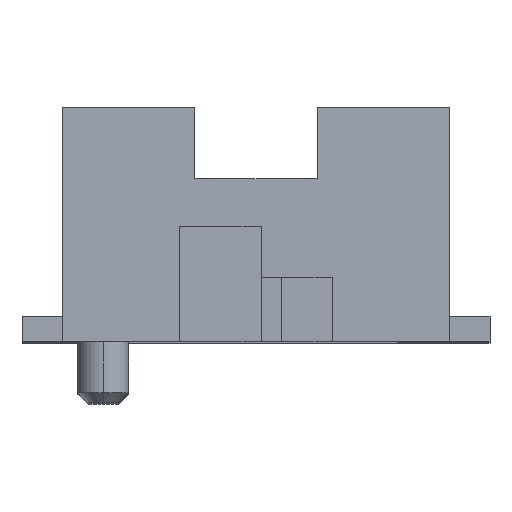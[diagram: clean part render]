
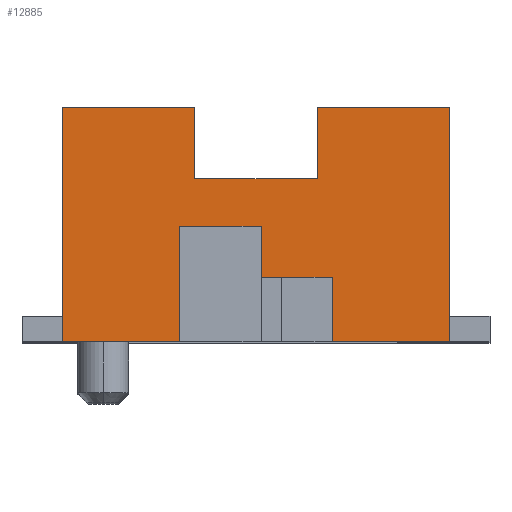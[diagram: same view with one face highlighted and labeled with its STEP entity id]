
A CAD part, top view. The second image highlights one B-rep face of the part: STEP entity #12885.
In plain terms, the highlighted planar face has unit normal (0, 0, 1).
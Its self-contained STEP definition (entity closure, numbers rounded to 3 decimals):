
#8467 = AXIS2_PLACEMENT_3D ( 'NONE', #25491, #25492, #25493 ) ;
#8489 = VECTOR ( 'NONE', #25743, 1000. ) ;
#8490 = VECTOR ( 'NONE', #25740, 1000. ) ;
#8492 = VECTOR ( 'NONE', #25731, 1000. ) ;
#8493 = VECTOR ( 'NONE', #25728, 1000. ) ;
#8495 = VECTOR ( 'NONE', #25746, 1000. ) ;
#8497 = VECTOR ( 'NONE', #25722, 1000. ) ;
#8499 = VECTOR ( 'NONE', #25716, 1000. ) ;
#8518 = VECTOR ( 'NONE', #25785, 1000. ) ;
#8527 = VECTOR ( 'NONE', #25782, 1000. ) ;
#8570 = VECTOR ( 'NONE', #25543, 1000. ) ;
#8580 = VECTOR ( 'NONE', #25647, 1000. ) ;
#8592 = VECTOR ( 'NONE', #25656, 1000. ) ;
#12885 = ADVANCED_FACE ( 'NONE', ( #25480 ), #25490, .T. ) ;
#12894 = EDGE_CURVE ( 'NONE', #16433, #19043, #25523, .T. ) ;
#12929 = EDGE_CURVE ( 'NONE', #18965, #19026, #25628, .T. ) ;
#12932 = EDGE_CURVE ( 'NONE', #18872, #18945, #25637, .T. ) ;
#12952 = EDGE_CURVE ( 'NONE', #19043, #18965, #25714, .T. ) ;
#12954 = EDGE_CURVE ( 'NONE', #19026, #41688, #25720, .T. ) ;
#12956 = EDGE_CURVE ( 'NONE', #41688, #41689, #25726, .T. ) ;
#12957 = EDGE_CURVE ( 'NONE', #41689, #18872, #25729, .T. ) ;
#12960 = EDGE_CURVE ( 'NONE', #41686, #18854, #25738, .T. ) ;
#12961 = EDGE_CURVE ( 'NONE', #18854, #16433, #25741, .T. ) ;
#12962 = EDGE_CURVE ( 'NONE', #18811, #41686, #25744, .T. ) ;
#12974 = EDGE_CURVE ( 'NONE', #18945, #18856, #25780, .T. ) ;
#12975 = EDGE_CURVE ( 'NONE', #18811, #18856, #25783, .T. ) ;
#16433 = VERTEX_POINT ( 'NONE', #28341 ) ;
#16610 = CARTESIAN_POINT ( 'NONE',  ( 1.865, 0.047, 1.48 ) ) ;
#16614 = CARTESIAN_POINT ( 'NONE',  ( 0.515, -0.922, 1.48 ) ) ;
#16616 = CARTESIAN_POINT ( 'NONE',  ( 2.015, -0.922, 1.48 ) ) ;
#18811 = VERTEX_POINT ( 'NONE', #37156 ) ;
#18854 = VERTEX_POINT ( 'NONE', #37181 ) ;
#18856 = VERTEX_POINT ( 'NONE', #37182 ) ;
#18872 = VERTEX_POINT ( 'NONE', #37193 ) ;
#18945 = VERTEX_POINT ( 'NONE', #37266 ) ;
#18965 = VERTEX_POINT ( 'NONE', #37286 ) ;
#19026 = VERTEX_POINT ( 'NONE', #37347 ) ;
#19043 = VERTEX_POINT ( 'NONE', #37364 ) ;
#25480 = FACE_OUTER_BOUND ( 'NONE', #43270, .T. ) ;
#25490 = PLANE ( 'NONE',  #8467 ) ;
#25491 = CARTESIAN_POINT ( 'NONE',  ( -0.635, -1.403, 1.48 ) ) ;
#25492 = DIRECTION ( 'NONE',  ( 0., 0., 1. ) ) ;
#25493 = DIRECTION ( 'NONE',  ( 1., 0., 0. ) ) ;
#25523 = LINE ( 'NONE', #25541, #8570 ) ;
#25541 = CARTESIAN_POINT ( 'NONE',  ( 0.04, 0.747, 1.48 ) ) ;
#25543 = DIRECTION ( 'NONE',  ( -1., 0., 0. ) ) ;
#25628 = LINE ( 'NONE', #25646, #8580 ) ;
#25637 = LINE ( 'NONE', #25655, #8592 ) ;
#25646 = CARTESIAN_POINT ( 'NONE',  ( -0.969, -1.553, 1.48 ) ) ;
#25647 = DIRECTION ( 'NONE',  ( 1., 0., 0. ) ) ;
#25655 = CARTESIAN_POINT ( 'NONE',  ( -0.969, -1.553, 1.48 ) ) ;
#25656 = DIRECTION ( 'NONE',  ( 1., 0., 0. ) ) ;
#25714 = LINE ( 'NONE', #25715, #8499 ) ;
#25715 = CARTESIAN_POINT ( 'NONE',  ( -0.635, -1.403, 1.48 ) ) ;
#25716 = DIRECTION ( 'NONE',  ( 0., -1., 0. ) ) ;
#25720 = LINE ( 'NONE', #25721, #8497 ) ;
#25721 = CARTESIAN_POINT ( 'NONE',  ( 0.515, -1.403, 1.48 ) ) ;
#25722 = DIRECTION ( 'NONE',  ( 0., 1., 0. ) ) ;
#25726 = LINE ( 'NONE', #25727, #8493 ) ;
#25727 = CARTESIAN_POINT ( 'NONE',  ( -0.635, -0.922, 1.48 ) ) ;
#25728 = DIRECTION ( 'NONE',  ( 1., 0., 0. ) ) ;
#25729 = LINE ( 'NONE', #25730, #8492 ) ;
#25730 = CARTESIAN_POINT ( 'NONE',  ( 2.015, -1.403, 1.48 ) ) ;
#25731 = DIRECTION ( 'NONE',  ( 0., -1., 0. ) ) ;
#25738 = LINE ( 'NONE', #25739, #8490 ) ;
#25739 = CARTESIAN_POINT ( 'NONE',  ( -0.635, 0.047, 1.48 ) ) ;
#25740 = DIRECTION ( 'NONE',  ( -1., 0., 0. ) ) ;
#25741 = LINE ( 'NONE', #25742, #8489 ) ;
#25742 = CARTESIAN_POINT ( 'NONE',  ( 0.665, -1.403, 1.48 ) ) ;
#25743 = DIRECTION ( 'NONE',  ( 0., 1., 0. ) ) ;
#25744 = LINE ( 'NONE', #25745, #8495 ) ;
#25745 = CARTESIAN_POINT ( 'NONE',  ( 1.865, -1.403, 1.48 ) ) ;
#25746 = DIRECTION ( 'NONE',  ( 0., -1., 0. ) ) ;
#25780 = LINE ( 'NONE', #25781, #8527 ) ;
#25781 = CARTESIAN_POINT ( 'NONE',  ( 3.165, -1.253, 1.48 ) ) ;
#25782 = DIRECTION ( 'NONE',  ( 0., 1., 0. ) ) ;
#25783 = LINE ( 'NONE', #25784, #8518 ) ;
#25784 = CARTESIAN_POINT ( 'NONE',  ( 2.49, 0.747, 1.48 ) ) ;
#25785 = DIRECTION ( 'NONE',  ( 1., 0., 0. ) ) ;
#28341 = CARTESIAN_POINT ( 'NONE',  ( 0.665, 0.747, 1.48 ) ) ;
#37156 = CARTESIAN_POINT ( 'NONE',  ( 1.865, 0.747, 1.48 ) ) ;
#37181 = CARTESIAN_POINT ( 'NONE',  ( 0.665, 0.047, 1.48 ) ) ;
#37182 = CARTESIAN_POINT ( 'NONE',  ( 3.165, 0.747, 1.48 ) ) ;
#37193 = CARTESIAN_POINT ( 'NONE',  ( 2.015, -1.553, 1.48 ) ) ;
#37266 = CARTESIAN_POINT ( 'NONE',  ( 3.165, -1.553, 1.48 ) ) ;
#37286 = CARTESIAN_POINT ( 'NONE',  ( -0.635, -1.553, 1.48 ) ) ;
#37347 = CARTESIAN_POINT ( 'NONE',  ( 0.515, -1.553, 1.48 ) ) ;
#37364 = CARTESIAN_POINT ( 'NONE',  ( -0.635, 0.747, 1.48 ) ) ;
#41686 = VERTEX_POINT ( 'NONE', #16610 ) ;
#41688 = VERTEX_POINT ( 'NONE', #16614 ) ;
#41689 = VERTEX_POINT ( 'NONE', #16616 ) ;
#43000 = ORIENTED_EDGE ( 'NONE', *, *, #12961, .T. ) ;
#43001 = ORIENTED_EDGE ( 'NONE', *, *, #12894, .T. ) ;
#43002 = ORIENTED_EDGE ( 'NONE', *, *, #12952, .T. ) ;
#43003 = ORIENTED_EDGE ( 'NONE', *, *, #12929, .T. ) ;
#43004 = ORIENTED_EDGE ( 'NONE', *, *, #12954, .T. ) ;
#43005 = ORIENTED_EDGE ( 'NONE', *, *, #12956, .T. ) ;
#43006 = ORIENTED_EDGE ( 'NONE', *, *, #12957, .T. ) ;
#43007 = ORIENTED_EDGE ( 'NONE', *, *, #12932, .T. ) ;
#43008 = ORIENTED_EDGE ( 'NONE', *, *, #12974, .T. ) ;
#43009 = ORIENTED_EDGE ( 'NONE', *, *, #12975, .F. ) ;
#43010 = ORIENTED_EDGE ( 'NONE', *, *, #12962, .T. ) ;
#43011 = ORIENTED_EDGE ( 'NONE', *, *, #12960, .T. ) ;
#43270 = EDGE_LOOP ( 'NONE', ( #43000, #43001, #43002, #43003, #43004, #43005, #43006, #43007, #43008, #43009, #43010, #43011 ) ) ;
